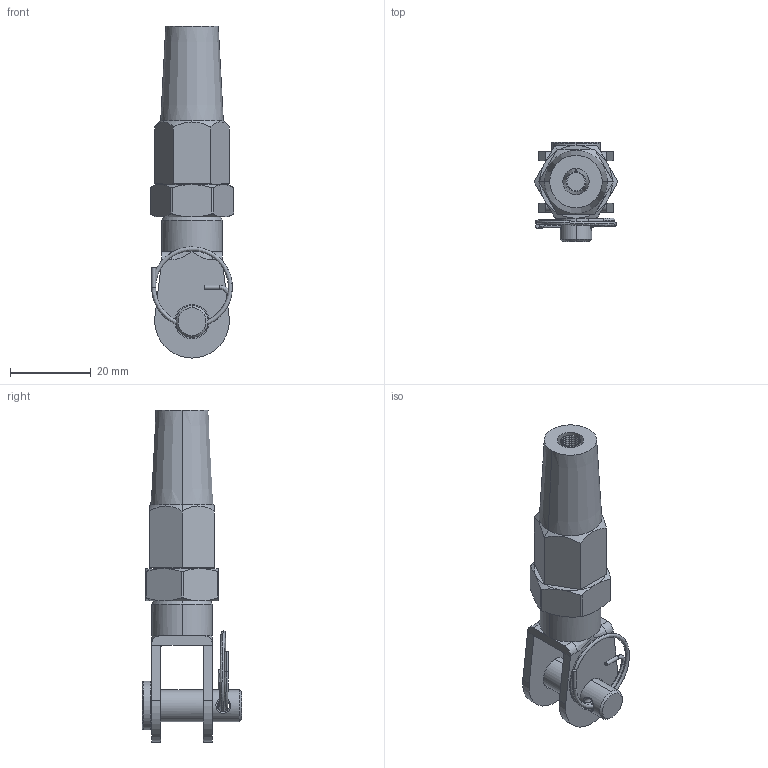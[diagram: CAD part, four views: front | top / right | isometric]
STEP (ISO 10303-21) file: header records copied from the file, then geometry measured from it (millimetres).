
FILE_DESCRIPTION (( 'STEP AP203' ), '1' );
FILE_NAME ('10150005.STEP', '2018-03-13T06:53:11', ( '' ), ( '' ), 'SwSTEP 2.0', 'SolidWorks 2015', '' );
FILE_SCHEMA (( 'CONFIG_CONTROL_DESIGN' ));
Length unit declared in the file: millimetre
Products named in the file (9): 1015000X Teil5_10150005 Teil5; 1015000X Teil8_10150005 Teil7; 1015000X Teil4_10150005 Teil4; 1015000X Teil1_10150005 Teil1; 10150005; 1015000X Teil7_10150005 Teil7; 1015000X Teil6_10150005 Teil6; 1015000X Teil3_10150005 Teil3; 1015000X Teil2_10150005 Teil2
Assembly tree (10 placements, depth 2):
  10150005
    1015000X Teil4_10150005 Teil4
    1015000X Teil2_10150005 Teil2  x3
    1015000X Teil3_10150005 Teil3
    1015000X Teil5_10150005 Teil5
    1015000X Teil6_10150005 Teil6
    1015000X Teil7_10150005 Teil7
    1015000X Teil8_10150005 Teil7
    1015000X Teil1_10150005 Teil1
Bounding box: 20.63 x 24.5 x 82.15 mm (x, y, z)
Volume: 12941.7 mm3; surface area: 10396 mm2
Topology: 10 solids, 10 shells, 586 faces, 1563 edges, 1016 vertices
Faces by surface type: cylinder 153, plane 153, torus 124, bspline 112, cone 44
Entity records: 24023 total; most frequent: CARTESIAN_POINT 13279, ORIENTED_EDGE 2182, DIRECTION 1759, EDGE_CURVE 1091, VERTEX_POINT 704, AXIS2_PLACEMENT_3D 613, LINE 533, VECTOR 533
